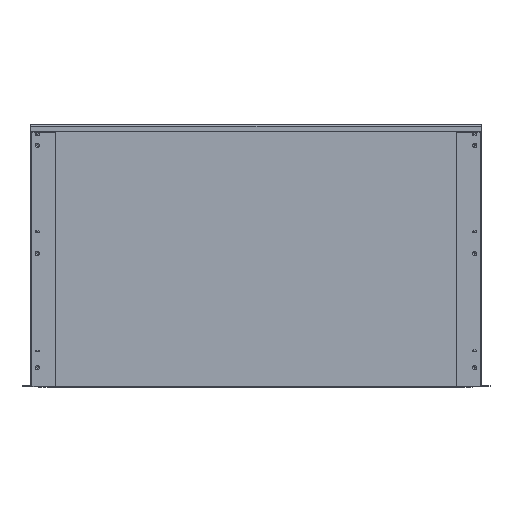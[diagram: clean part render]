
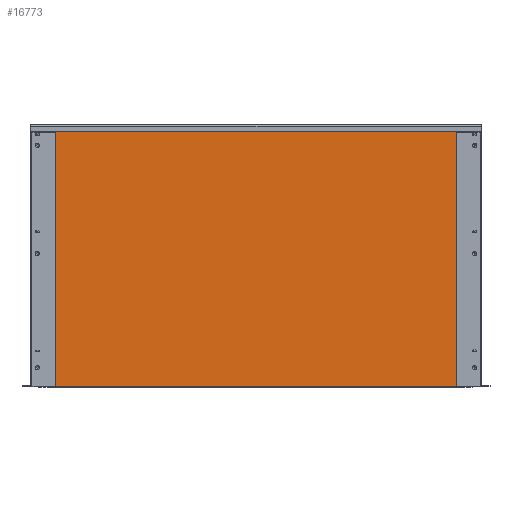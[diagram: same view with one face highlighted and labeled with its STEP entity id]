
A CAD part, top view. The second image highlights one B-rep face of the part: STEP entity #16773.
In plain terms, the highlighted face is planar.
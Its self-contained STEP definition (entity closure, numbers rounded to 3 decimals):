
#16370=DIRECTION('',(1.,0.,0.));
#16371=VECTOR('',#16370,1048.536);
#16372=CARTESIAN_POINT('',(-524.318,-12.,
-57.1));
#16373=LINE('',#16372,#16371);
#16387=DIRECTION('',(-1.,0.,0.));
#16388=VECTOR('',#16387,1048.536);
#16389=CARTESIAN_POINT('',(524.218,-662.8,-57.1));
#16390=LINE('',#16389,#16388);
#16391=DIRECTION('',(0.,-1.,0.));
#16392=VECTOR('',#16391,650.8);
#16393=CARTESIAN_POINT('',(-524.318,-12.,
-57.1));
#16394=LINE('',#16393,#16392);
#16395=DIRECTION('',(0.,1.,0.));
#16396=VECTOR('',#16395,650.8);
#16397=CARTESIAN_POINT('',(524.218,-662.8,-57.1));
#16398=LINE('',#16397,#16396);
#16503=CARTESIAN_POINT('',(-524.318,-662.8,-57.1));
#16505=VERTEX_POINT('',#16503);
#16510=CARTESIAN_POINT('',(-524.318,-12.,
-57.1));
#16511=CARTESIAN_POINT('',(524.218,-12.,
-57.1));
#16512=VERTEX_POINT('',#16510);
#16513=VERTEX_POINT('',#16511);
#16514=CARTESIAN_POINT('',(524.218,-662.8,-57.1));
#16515=VERTEX_POINT('',#16514);
#16761=CARTESIAN_POINT('',(-534.05,-12.,-57.1));
#16762=DIRECTION('',(0.,0.,1.));
#16763=DIRECTION('',(1.,0.,0.));
#16764=AXIS2_PLACEMENT_3D('',#16761,#16762,#16763);
#16765=PLANE('',#16764);
#16766=ORIENTED_EDGE('',*,*,#16725,.F.);
#16768=ORIENTED_EDGE('',*,*,#16767,.T.);
#16769=ORIENTED_EDGE('',*,*,#16750,.F.);
#16770=ORIENTED_EDGE('',*,*,#16697,.T.);
#16771=EDGE_LOOP('',(#16766,#16768,#16769,#16770));
#16772=FACE_OUTER_BOUND('',#16771,.F.);
#16773=ADVANCED_FACE('',(#16772),#16765,.F.);
#16697=EDGE_CURVE('',#16515,#16513,#16398,.T.);
#16725=EDGE_CURVE('',#16512,#16513,#16373,.T.);
#16750=EDGE_CURVE('',#16515,#16505,#16390,.T.);
#16767=EDGE_CURVE('',#16512,#16505,#16394,.T.);
